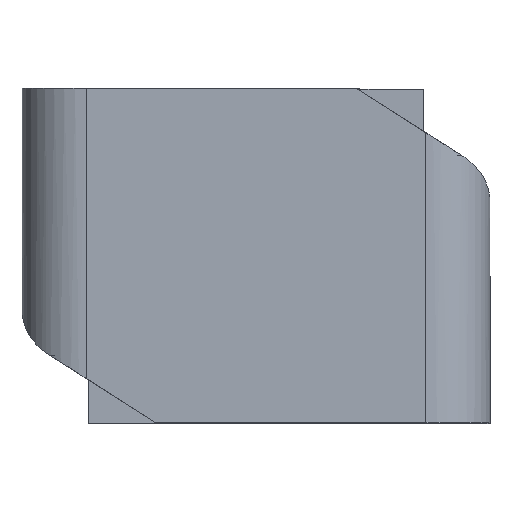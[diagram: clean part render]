
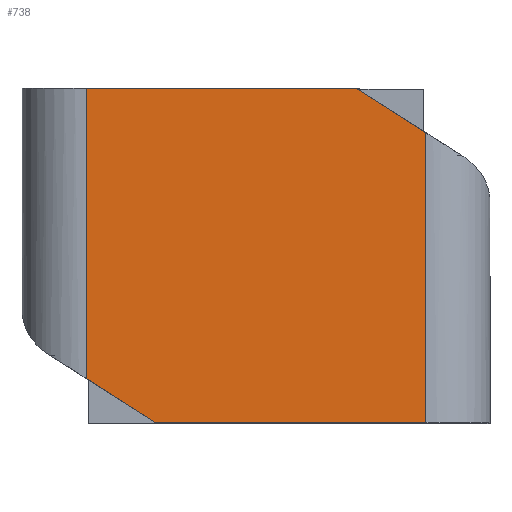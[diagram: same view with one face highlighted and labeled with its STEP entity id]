
A CAD part, top view. The second image highlights one B-rep face of the part: STEP entity #738.
In plain terms, the highlighted face is planar.
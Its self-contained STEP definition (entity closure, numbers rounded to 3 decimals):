
#25=PLANE('',#816);
#55=LINE('',#1068,#135);
#73=LINE('',#1142,#153);
#79=LINE('',#1173,#159);
#80=LINE('',#1175,#160);
#81=LINE('',#1177,#161);
#82=LINE('',#1178,#162);
#135=VECTOR('',#854,1000.);
#153=VECTOR('',#918,1000.);
#159=VECTOR('',#950,1000.);
#160=VECTOR('',#951,1000.);
#161=VECTOR('',#952,1000.);
#162=VECTOR('',#953,1000.);
#266=ORIENTED_EDGE('',*,*,#481,.T.);
#267=ORIENTED_EDGE('',*,*,#467,.F.);
#268=ORIENTED_EDGE('',*,*,#482,.T.);
#269=ORIENTED_EDGE('',*,*,#483,.T.);
#270=ORIENTED_EDGE('',*,*,#434,.F.);
#271=ORIENTED_EDGE('',*,*,#484,.T.);
#434=EDGE_CURVE('',#542,#539,#55,.T.);
#467=EDGE_CURVE('',#575,#571,#73,.T.);
#481=EDGE_CURVE('',#588,#571,#79,.T.);
#482=EDGE_CURVE('',#575,#589,#80,.T.);
#483=EDGE_CURVE('',#589,#539,#81,.T.);
#484=EDGE_CURVE('',#542,#588,#82,.T.);
#539=VERTEX_POINT('',#1061);
#542=VERTEX_POINT('',#1067);
#571=VERTEX_POINT('',#1134);
#575=VERTEX_POINT('',#1141);
#588=VERTEX_POINT('',#1174);
#589=VERTEX_POINT('',#1176);
#646=EDGE_LOOP('',(#266,#267,#268,#269,#270,#271));
#686=FACE_BOUND('',#646,.T.);
#738=ADVANCED_FACE('',(#686),#25,.T.);
#816=AXIS2_PLACEMENT_3D('',#1172,#948,#949);
#854=DIRECTION('',(0.,0.,1.));
#918=DIRECTION('',(0.,0.,-1.));
#948=DIRECTION('',(0.,1.,0.));
#949=DIRECTION('',(1.,0.,0.));
#950=DIRECTION('',(-1.,0.,0.));
#951=DIRECTION('',(0.844,0.,0.537));
#952=DIRECTION('',(1.,0.,0.));
#953=DIRECTION('',(-0.844,0.,-0.537));
#1061=CARTESIAN_POINT('',(1.27,0.,1.25));
#1067=CARTESIAN_POINT('',(1.27,0.,-0.919));
#1068=CARTESIAN_POINT('',(1.27,0.,1.3));
#1134=CARTESIAN_POINT('',(-1.27,0.,-1.25));
#1141=CARTESIAN_POINT('',(-1.27,0.,0.919));
#1142=CARTESIAN_POINT('',(-1.27,0.,1.3));
#1172=CARTESIAN_POINT('',(-1.321,0.,1.3));
#1173=CARTESIAN_POINT('',(-1.321,0.,-1.25));
#1174=CARTESIAN_POINT('',(0.75,0.,-1.25));
#1175=CARTESIAN_POINT('',(-0.734,0.,1.26));
#1176=CARTESIAN_POINT('',(-0.75,0.,1.25));
#1177=CARTESIAN_POINT('',(-1.321,0.,1.25));
#1178=CARTESIAN_POINT('',(0.734,0.,-1.26));
